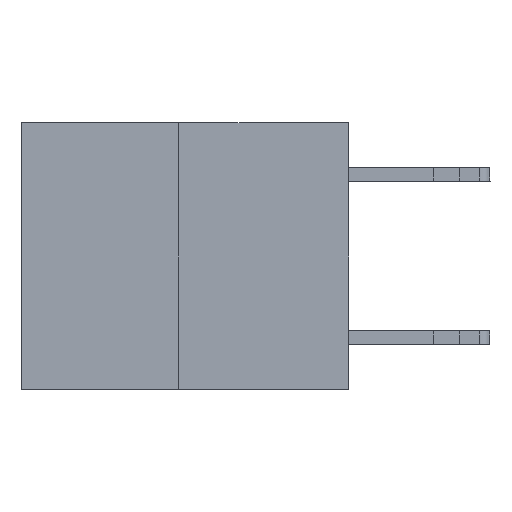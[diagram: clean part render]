
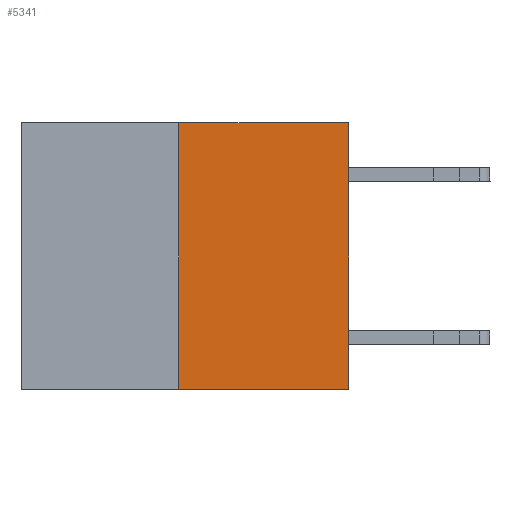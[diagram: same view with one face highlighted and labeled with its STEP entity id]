
A CAD part, left-side view. The second image highlights one B-rep face of the part: STEP entity #5341.
In plain terms, the highlighted planar face has unit normal (-1, 0, 0).
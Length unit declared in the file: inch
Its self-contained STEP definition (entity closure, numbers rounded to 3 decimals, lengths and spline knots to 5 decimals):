
#79 = LINE ( 'NONE', #3090, #20779 ) ;
#996 = DIRECTION ( 'NONE',  ( 0., 0., 1. ) ) ;
#2406 = ORIENTED_EDGE ( 'NONE', *, *, #3434, .T. ) ;
#2548 = CARTESIAN_POINT ( 'NONE',  ( 0., 0.312, -0.49 ) ) ;
#2562 = DIRECTION ( 'NONE',  ( 0., 0., 1. ) ) ;
#2747 = CARTESIAN_POINT ( 'NONE',  ( 0., 0., 0. ) ) ;
#3090 = CARTESIAN_POINT ( 'NONE',  ( 0., 0.6, -0.49 ) ) ;
#3275 = LINE ( 'NONE', #16345, #11196 ) ;
#3378 = CARTESIAN_POINT ( 'NONE',  ( 0., 0., -0.49 ) ) ;
#3434 = EDGE_CURVE ( 'NONE', #16970, #15407, #79, .T. ) ;
#4131 = DIRECTION ( 'NONE',  ( 1., 0., 0. ) ) ;
#4177 = EDGE_LOOP ( 'NONE', ( #17817, #2406, #14251, #9084 ) ) ;
#4838 = DIRECTION ( 'NONE',  ( 0., -1., 0. ) ) ;
#4965 = EDGE_CURVE ( 'NONE', #10168, #12226, #3275, .T. ) ;
#5341 = ADVANCED_FACE ( 'NONE', ( #15014 ), #14526, .F. ) ;
#5910 = DIRECTION ( 'NONE',  ( 0., 0., -1. ) ) ;
#6038 = LINE ( 'NONE', #15034, #20214 ) ;
#6144 = CARTESIAN_POINT ( 'NONE',  ( 0., 0.312, -0.49 ) ) ;
#9084 = ORIENTED_EDGE ( 'NONE', *, *, #4965, .F. ) ;
#10168 = VERTEX_POINT ( 'NONE', #17162 ) ;
#11051 = EDGE_CURVE ( 'NONE', #15407, #12226, #6038, .T. ) ;
#11059 = DIRECTION ( 'NONE',  ( 0., -1., 0. ) ) ;
#11196 = VECTOR ( 'NONE', #11059, 39.37008 ) ;
#11844 = LINE ( 'NONE', #6144, #21382 ) ;
#12226 = VERTEX_POINT ( 'NONE', #2747 ) ;
#12339 = EDGE_CURVE ( 'NONE', #16970, #10168, #11844, .T. ) ;
#14251 = ORIENTED_EDGE ( 'NONE', *, *, #11051, .T. ) ;
#14526 = PLANE ( 'NONE',  #15707 ) ;
#14604 = CARTESIAN_POINT ( 'NONE',  ( 0., 0.6, 0. ) ) ;
#15014 = FACE_OUTER_BOUND ( 'NONE', #4177, .T. ) ;
#15034 = CARTESIAN_POINT ( 'NONE',  ( 0., 0., 0. ) ) ;
#15407 = VERTEX_POINT ( 'NONE', #3378 ) ;
#15707 = AXIS2_PLACEMENT_3D ( 'NONE', #14604, #4131, #5910 ) ;
#16345 = CARTESIAN_POINT ( 'NONE',  ( 0., 0.6, 0. ) ) ;
#16970 = VERTEX_POINT ( 'NONE', #2548 ) ;
#17162 = CARTESIAN_POINT ( 'NONE',  ( 0., 0.312, 0. ) ) ;
#17817 = ORIENTED_EDGE ( 'NONE', *, *, #12339, .F. ) ;
#20214 = VECTOR ( 'NONE', #996, 39.37008 ) ;
#20779 = VECTOR ( 'NONE', #4838, 39.37008 ) ;
#21382 = VECTOR ( 'NONE', #2562, 39.37008 ) ;
